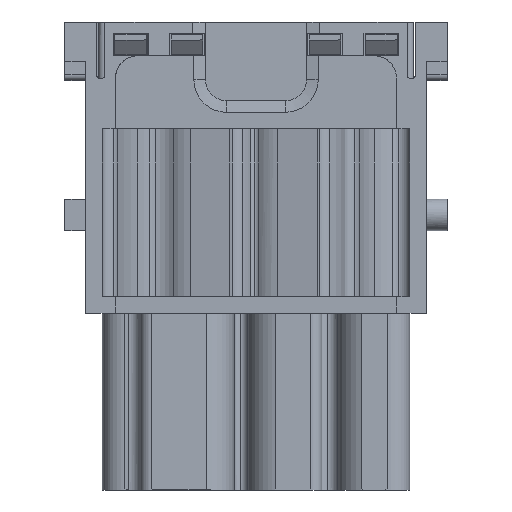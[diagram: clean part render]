
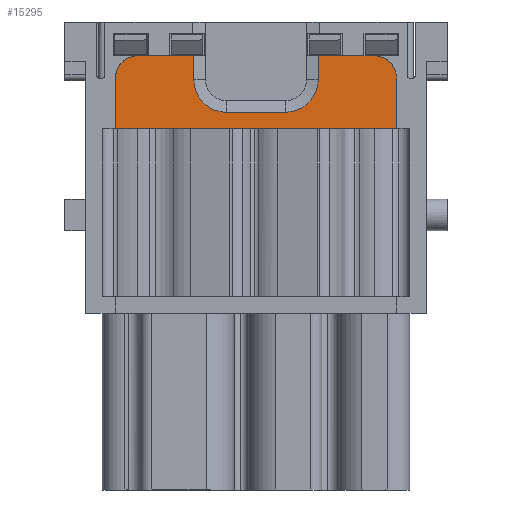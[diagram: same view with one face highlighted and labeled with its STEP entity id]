
A CAD part, left-side view. The second image highlights one B-rep face of the part: STEP entity #15295.
In plain terms, the highlighted planar face has unit normal (-1, 0, 0).
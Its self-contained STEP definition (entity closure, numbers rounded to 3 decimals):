
#10627=AXIS2_PLACEMENT_3D('Circle Axis2P3D',#10625,#10626,$) ;
#10965=AXIS2_PLACEMENT_3D('Circle Axis2P3D',#10963,#10964,$) ;
#15228=AXIS2_PLACEMENT_3D('Plane Axis2P3D',#15225,#15226,#15227) ;
#10370=CARTESIAN_POINT('Line Origine',(0.02,11.479,37.533)) ;
#10374=CARTESIAN_POINT('Vertex',(0.02,11.479,36.466)) ;
#10376=CARTESIAN_POINT('Vertex',(0.02,11.479,38.6)) ;
#10469=CARTESIAN_POINT('Vertex',(0.02,9.3,38.6)) ;
#10494=CARTESIAN_POINT('Vertex',(0.02,7.4,38.6)) ;
#10497=CARTESIAN_POINT('Line Origine',(0.02,8.35,38.6)) ;
#10599=CARTESIAN_POINT('Line Origine',(0.02,6.95,38.6)) ;
#10603=CARTESIAN_POINT('Vertex',(0.02,6.5,38.6)) ;
#10625=CARTESIAN_POINT('Axis2P3D Location',(0.02,6.5,36.6)) ;
#10629=CARTESIAN_POINT('Vertex',(0.02,4.5,36.6)) ;
#10649=CARTESIAN_POINT('Line Origine',(0.02,4.5,34.35)) ;
#10653=CARTESIAN_POINT('Vertex',(0.02,4.5,32.1)) ;
#10673=CARTESIAN_POINT('Line Origine',(0.02,17.,32.1)) ;
#10677=CARTESIAN_POINT('Vertex',(0.02,29.5,32.1)) ;
#10939=CARTESIAN_POINT('Line Origine',(0.02,29.5,34.35)) ;
#10943=CARTESIAN_POINT('Vertex',(0.02,29.5,36.6)) ;
#10963=CARTESIAN_POINT('Axis2P3D Location',(0.02,27.5,36.6)) ;
#10967=CARTESIAN_POINT('Vertex',(0.02,27.5,38.6)) ;
#10994=CARTESIAN_POINT('Line Origine',(0.02,27.05,38.6)) ;
#10998=CARTESIAN_POINT('Vertex',(0.02,26.6,38.6)) ;
#11098=CARTESIAN_POINT('Line Origine',(0.02,25.65,38.6)) ;
#11102=CARTESIAN_POINT('Vertex',(0.02,24.7,38.6)) ;
#11197=CARTESIAN_POINT('Vertex',(0.02,22.521,38.6)) ;
#11200=CARTESIAN_POINT('Line Origine',(0.02,22.521,37.533)) ;
#11204=CARTESIAN_POINT('Vertex',(0.02,22.521,36.466)) ;
#15225=CARTESIAN_POINT('Axis2P3D Location',(0.02,17.,37.95)) ;
#15230=CARTESIAN_POINT('Line Origine',(0.02,10.39,38.6)) ;
#15236=CARTESIAN_POINT('Control Point',(0.02,14.366,33.579)) ;
#15237=CARTESIAN_POINT('Control Point',(0.02,14.033,33.579)) ;
#15238=CARTESIAN_POINT('Control Point',(0.02,13.7,33.627)) ;
#15239=CARTESIAN_POINT('Control Point',(0.02,13.376,33.723)) ;
#15240=CARTESIAN_POINT('Control Point',(0.02,12.766,34.006)) ;
#15241=CARTESIAN_POINT('Control Point',(0.02,12.26,34.449)) ;
#15242=CARTESIAN_POINT('Control Point',(0.02,12.041,34.706)) ;
#15243=CARTESIAN_POINT('Control Point',(0.02,11.733,35.197)) ;
#15244=CARTESIAN_POINT('Control Point',(0.02,11.555,35.746)) ;
#15245=CARTESIAN_POINT('Control Point',(0.02,11.504,35.984)) ;
#15246=CARTESIAN_POINT('Control Point',(0.02,11.479,36.225)) ;
#15247=CARTESIAN_POINT('Control Point',(0.02,11.479,36.466)) ;
#15248=CARTESIAN_POINT('Vertex',(0.02,14.366,33.579)) ;
#15251=CARTESIAN_POINT('Line Origine',(0.02,17.,33.579)) ;
#15255=CARTESIAN_POINT('Vertex',(0.02,19.634,33.579)) ;
#15259=CARTESIAN_POINT('Control Point',(0.02,22.521,36.466)) ;
#15260=CARTESIAN_POINT('Control Point',(0.02,22.521,36.133)) ;
#15261=CARTESIAN_POINT('Control Point',(0.02,22.473,35.8)) ;
#15262=CARTESIAN_POINT('Control Point',(0.02,22.377,35.476)) ;
#15263=CARTESIAN_POINT('Control Point',(0.02,22.094,34.866)) ;
#15264=CARTESIAN_POINT('Control Point',(0.02,21.651,34.36)) ;
#15265=CARTESIAN_POINT('Control Point',(0.02,21.394,34.141)) ;
#15266=CARTESIAN_POINT('Control Point',(0.02,20.903,33.833)) ;
#15267=CARTESIAN_POINT('Control Point',(0.02,20.354,33.655)) ;
#15268=CARTESIAN_POINT('Control Point',(0.02,20.116,33.604)) ;
#15269=CARTESIAN_POINT('Control Point',(0.02,19.875,33.579)) ;
#15270=CARTESIAN_POINT('Control Point',(0.02,19.634,33.579)) ;
#15272=CARTESIAN_POINT('Line Origine',(0.02,23.61,38.6)) ;
#10371=DIRECTION('Vector Direction',(0.,0.,1.)) ;
#10498=DIRECTION('Vector Direction',(0.,-1.,0.)) ;
#10600=DIRECTION('Vector Direction',(0.,-1.,0.)) ;
#10626=DIRECTION('Axis2P3D Direction',(1.,0.,-0.)) ;
#10650=DIRECTION('Vector Direction',(0.,0.,-1.)) ;
#10674=DIRECTION('Vector Direction',(0.,1.,0.)) ;
#10940=DIRECTION('Vector Direction',(0.,0.,1.)) ;
#10964=DIRECTION('Axis2P3D Direction',(1.,0.,0.)) ;
#10995=DIRECTION('Vector Direction',(0.,-1.,0.)) ;
#11099=DIRECTION('Vector Direction',(0.,-1.,0.)) ;
#11201=DIRECTION('Vector Direction',(0.,0.,-1.)) ;
#15226=DIRECTION('Axis2P3D Direction',(1.,0.,-0.)) ;
#15227=DIRECTION('Axis2P3D XDirection',(0.,0.,1.)) ;
#15231=DIRECTION('Vector Direction',(0.,-1.,0.)) ;
#15252=DIRECTION('Vector Direction',(0.,-1.,0.)) ;
#15273=DIRECTION('Vector Direction',(0.,-1.,0.)) ;
#10372=VECTOR('Line Direction',#10371,1.) ;
#10499=VECTOR('Line Direction',#10498,1.) ;
#10601=VECTOR('Line Direction',#10600,1.) ;
#10651=VECTOR('Line Direction',#10650,1.) ;
#10675=VECTOR('Line Direction',#10674,1.) ;
#10941=VECTOR('Line Direction',#10940,1.) ;
#10996=VECTOR('Line Direction',#10995,1.) ;
#11100=VECTOR('Line Direction',#11099,1.) ;
#11202=VECTOR('Line Direction',#11201,1.) ;
#15232=VECTOR('Line Direction',#15231,1.) ;
#15253=VECTOR('Line Direction',#15252,1.) ;
#15274=VECTOR('Line Direction',#15273,1.) ;
#15278=ORIENTED_EDGE('',*,*,#10631,.T.) ;
#15279=ORIENTED_EDGE('',*,*,#10605,.F.) ;
#15280=ORIENTED_EDGE('',*,*,#10501,.F.) ;
#15281=ORIENTED_EDGE('',*,*,#15234,.F.) ;
#15282=ORIENTED_EDGE('',*,*,#10378,.F.) ;
#15283=ORIENTED_EDGE('',*,*,#15250,.F.) ;
#15284=ORIENTED_EDGE('',*,*,#15257,.F.) ;
#15285=ORIENTED_EDGE('',*,*,#15271,.F.) ;
#15286=ORIENTED_EDGE('',*,*,#11206,.F.) ;
#15287=ORIENTED_EDGE('',*,*,#15276,.F.) ;
#15288=ORIENTED_EDGE('',*,*,#11104,.F.) ;
#15289=ORIENTED_EDGE('',*,*,#11000,.F.) ;
#15290=ORIENTED_EDGE('',*,*,#10969,.T.) ;
#15291=ORIENTED_EDGE('',*,*,#10945,.F.) ;
#15292=ORIENTED_EDGE('',*,*,#10679,.F.) ;
#15293=ORIENTED_EDGE('',*,*,#10655,.F.) ;
#15295=ADVANCED_FACE('Hauptkoerper.2.2',(#15294),#15229,.F.) ;
#15235=B_SPLINE_CURVE_WITH_KNOTS('',5,(#15236,#15237,#15238,#15239,#15240,#15241,#15242,#15243,#15244,#15245,#15246,#15247),.UNSPECIFIED.,.F.,.U.,(6,3,3,6),(0.,2.361,4.722,6.432),.UNSPECIFIED.) ;
#15258=B_SPLINE_CURVE_WITH_KNOTS('',5,(#15259,#15260,#15261,#15262,#15263,#15264,#15265,#15266,#15267,#15268,#15269,#15270),.UNSPECIFIED.,.F.,.U.,(6,3,3,6),(0.,2.361,4.722,6.432),.UNSPECIFIED.) ;
#10628=CIRCLE('generated circle',#10627,2.) ;
#10966=CIRCLE('generated circle',#10965,2.) ;
#10378=EDGE_CURVE('',#10375,#10377,#10373,.T.) ;
#10501=EDGE_CURVE('',#10470,#10495,#10500,.T.) ;
#10605=EDGE_CURVE('',#10495,#10604,#10602,.T.) ;
#10631=EDGE_CURVE('',#10630,#10604,#10628,.F.) ;
#10655=EDGE_CURVE('',#10630,#10654,#10652,.T.) ;
#10679=EDGE_CURVE('',#10654,#10678,#10676,.T.) ;
#10945=EDGE_CURVE('',#10678,#10944,#10942,.T.) ;
#10969=EDGE_CURVE('',#10968,#10944,#10966,.F.) ;
#11000=EDGE_CURVE('',#10968,#10999,#10997,.T.) ;
#11104=EDGE_CURVE('',#10999,#11103,#11101,.T.) ;
#11206=EDGE_CURVE('',#11198,#11205,#11203,.T.) ;
#15234=EDGE_CURVE('',#10377,#10470,#15233,.T.) ;
#15250=EDGE_CURVE('',#15249,#10375,#15235,.T.) ;
#15257=EDGE_CURVE('',#15256,#15249,#15254,.T.) ;
#15271=EDGE_CURVE('',#11205,#15256,#15258,.T.) ;
#15276=EDGE_CURVE('',#11103,#11198,#15275,.T.) ;
#15277=EDGE_LOOP('',(#15278,#15279,#15280,#15281,#15282,#15283,#15284,#15285,#15286,#15287,#15288,#15289,#15290,#15291,#15292,#15293)) ;
#15294=FACE_OUTER_BOUND('',#15277,.T.) ;
#10373=LINE('Line',#10370,#10372) ;
#10500=LINE('Line',#10497,#10499) ;
#10602=LINE('Line',#10599,#10601) ;
#10652=LINE('Line',#10649,#10651) ;
#10676=LINE('Line',#10673,#10675) ;
#10942=LINE('Line',#10939,#10941) ;
#10997=LINE('Line',#10994,#10996) ;
#11101=LINE('Line',#11098,#11100) ;
#11203=LINE('Line',#11200,#11202) ;
#15233=LINE('Line',#15230,#15232) ;
#15254=LINE('Line',#15251,#15253) ;
#15275=LINE('Line',#15272,#15274) ;
#15229=PLANE('',#15228) ;
#10375=VERTEX_POINT('',#10374) ;
#10377=VERTEX_POINT('',#10376) ;
#10470=VERTEX_POINT('',#10469) ;
#10495=VERTEX_POINT('',#10494) ;
#10604=VERTEX_POINT('',#10603) ;
#10630=VERTEX_POINT('',#10629) ;
#10654=VERTEX_POINT('',#10653) ;
#10678=VERTEX_POINT('',#10677) ;
#10944=VERTEX_POINT('',#10943) ;
#10968=VERTEX_POINT('',#10967) ;
#10999=VERTEX_POINT('',#10998) ;
#11103=VERTEX_POINT('',#11102) ;
#11198=VERTEX_POINT('',#11197) ;
#11205=VERTEX_POINT('',#11204) ;
#15249=VERTEX_POINT('',#15248) ;
#15256=VERTEX_POINT('',#15255) ;
